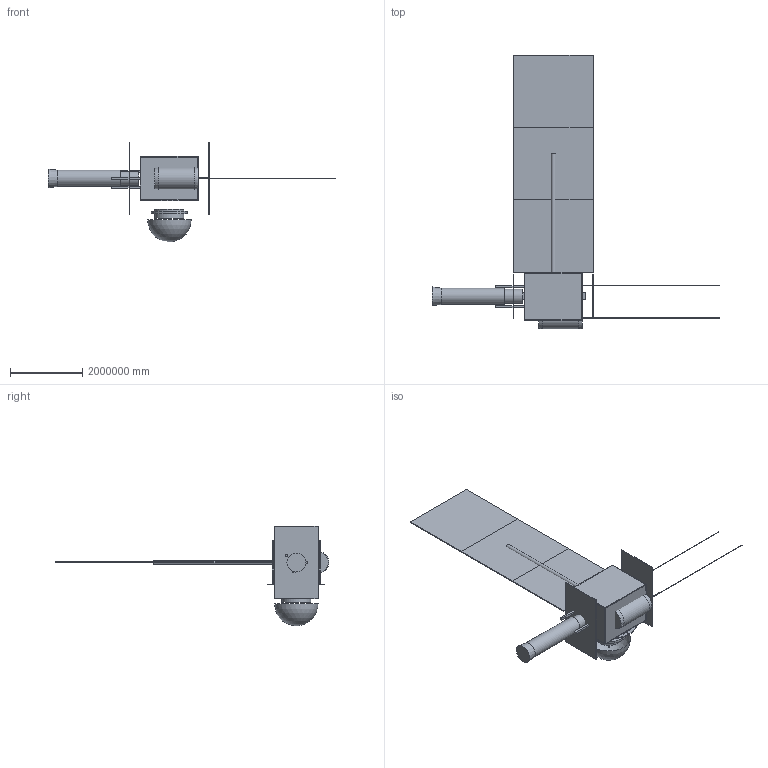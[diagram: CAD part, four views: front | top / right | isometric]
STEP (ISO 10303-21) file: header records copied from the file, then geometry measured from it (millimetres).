
FILE_DESCRIPTION(('FreeCAD Model'),'2;1');
FILE_NAME('Open CASCADE Shape Model','2025-08-27T12:04:26',('Author'),( ''),'Open CASCADE STEP processor 7.8','FreeCAD','Unknown');
FILE_SCHEMA(('AUTOMOTIVE_DESIGN { 1 0 10303 214 1 1 1 1 }'));
Length unit declared in the file: metre
Products named in the file (36): PANELS_Y_MINUS; PANELS_X_MINUS; PANELS_X_PLUS; PANELS_TOP; PANELS_BOT; PANELS_Y_PLUS; TANK_A; TANK_B; VASIMR_ENGINE; THRUSTER_FRAME_3; LINE_1; LINE_2; RADIATOR_-X; RADIATOR_+X; RIB_X_03; RIB_X_01; RIB_X_02; RIB_X_04; RIB_Y_01; LAUNCH_RING001; PANEL_B; RIB_Y_02; RIB_Y_03; PANEL_A; THRUSTER_FRAME_1; ROOT_BEARING; ROOT_DRIVE; PANEL_C; THRUSTER_FRAME_2; LGA_X+; HGA_FEED; HGA_ARM; HGA_DISH; LGA_X-; PAYLOAD_RING001; SENSOR_DISC
Bounding box: 7950000 x 7562500 x 2750000 mm (x, y, z)
Volume: 1903567491243443200 mm3; surface area: 103993366762264 mm2
Topology: 36 solids, 36 shells, 197 faces, 396 edges, 259 vertices
Faces by surface type: plane 162, cylinder 25, sphere 9, cone 1
Full cylindrical faces by diameter (mm): 10000 x2, 12000 x10, 30000 x1, 120000 x1, 160000 x1, 220000 x1, 382500 x1, 450000 x1, 600000 x3, 800000 x1, 1000000 x1, 1375000 x1, 1575000 x1
Entity records: 11396 total; most frequent: CARTESIAN_POINT 2384, DIRECTION 1603, LINE 1001, VECTOR 1001, ORIENTED_EDGE 758, PCURVE 758, DEFINITIONAL_REPRESENTATION 758, EDGE_CURVE 379
